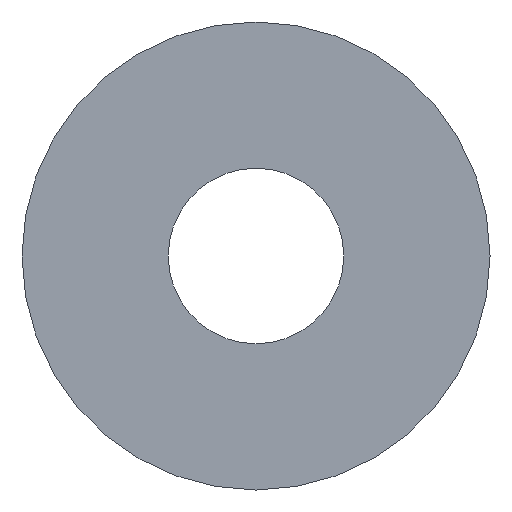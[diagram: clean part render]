
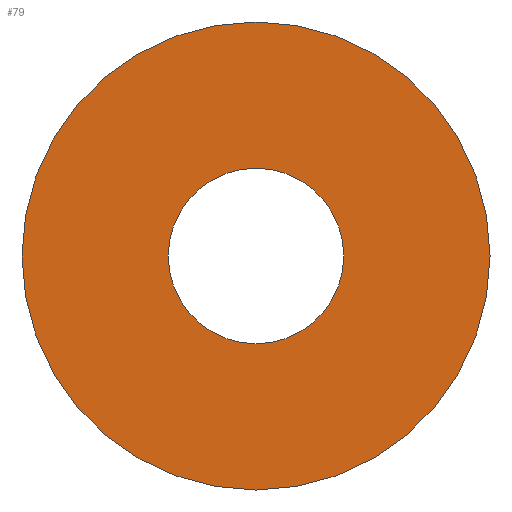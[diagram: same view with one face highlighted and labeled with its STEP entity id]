
A CAD part, front view. The second image highlights one B-rep face of the part: STEP entity #79.
In plain terms, the highlighted planar face has unit normal (0, -1, 0).
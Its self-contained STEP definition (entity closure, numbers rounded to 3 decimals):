
#15=PLANE('',#93);
#24=FACE_BOUND('',#41,.T.);
#30=FACE_OUTER_BOUND('',#40,.T.);
#40=EDGE_LOOP('',(#70));
#41=EDGE_LOOP('',(#71));
#46=CIRCLE('',#87,4.);
#47=CIRCLE('',#89,1.5);
#52=VERTEX_POINT('',#128);
#53=VERTEX_POINT('',#131);
#58=EDGE_CURVE('',#52,#52,#46,.T.);
#59=EDGE_CURVE('',#53,#53,#47,.T.);
#70=ORIENTED_EDGE('',*,*,#58,.T.);
#71=ORIENTED_EDGE('',*,*,#59,.T.);
#79=ADVANCED_FACE('',(#30,#24),#15,.F.);
#87=AXIS2_PLACEMENT_3D('',#129,#105,#106);
#89=AXIS2_PLACEMENT_3D('',#132,#109,#110);
#93=AXIS2_PLACEMENT_3D('',#138,#117,#118);
#105=DIRECTION('center_axis',(0.,-1.,0.));
#106=DIRECTION('ref_axis',(1.,0.,0.));
#109=DIRECTION('center_axis',(0.,1.,0.));
#110=DIRECTION('ref_axis',(-1.,0.,0.));
#117=DIRECTION('center_axis',(0.,1.,0.));
#118=DIRECTION('ref_axis',(0.,0.,1.));
#128=CARTESIAN_POINT('',(-4.,0.,0.));
#129=CARTESIAN_POINT('Origin',(0.,0.,0.));
#131=CARTESIAN_POINT('',(1.5,0.,0.));
#132=CARTESIAN_POINT('Origin',(0.,0.,0.));
#138=CARTESIAN_POINT('Origin',(0.,0.,0.));
